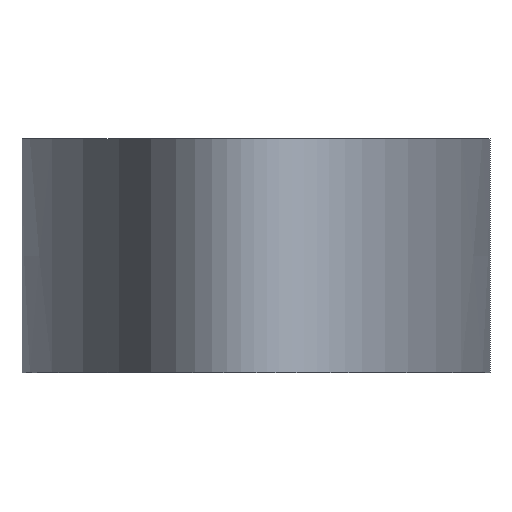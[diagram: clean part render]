
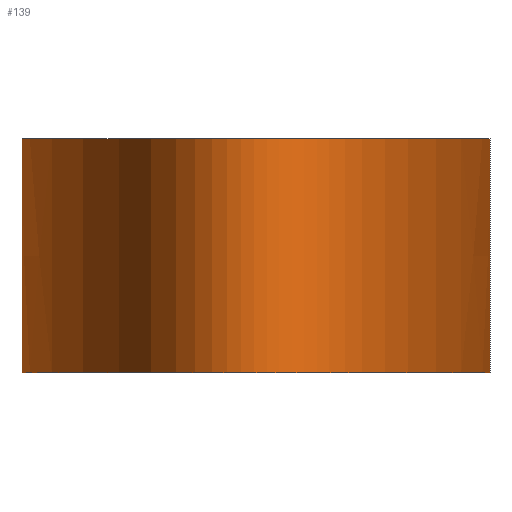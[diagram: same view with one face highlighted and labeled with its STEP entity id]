
A CAD part, front view. The second image highlights one B-rep face of the part: STEP entity #139.
In plain terms, the highlighted free-form (B-spline) face has degree [3, 1] with [5, 2] control points.
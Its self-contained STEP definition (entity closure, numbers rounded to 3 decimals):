
#5 = CARTESIAN_POINT ( 'NONE',  ( 10., 40., 10. ) ) ;
#13 = CARTESIAN_POINT ( 'NONE',  ( -10., 40., 0. ) ) ;
#14 = ORIENTED_EDGE ( 'NONE', *, *, #215, .F. ) ;
#15 = ORIENTED_EDGE ( 'NONE', *, *, #88, .T. ) ;
#23 = CARTESIAN_POINT ( 'NONE',  ( 0., -10., 0. ) ) ;
#25 = CARTESIAN_POINT ( 'NONE',  ( 10., 40., 10. ) ) ;
#35 = CARTESIAN_POINT ( 'NONE',  ( -10., 10., 0. ) ) ;
#59 = CARTESIAN_POINT ( 'NONE',  ( 10., 40., 0. ) ) ;
#63 = ORIENTED_EDGE ( 'NONE', *, *, #148, .F. ) ;
#64 = LINE ( 'NONE', #218, #65 ) ;
#65 = VECTOR ( 'NONE', #207, 1000. ) ;
#70 = CARTESIAN_POINT ( 'NONE',  ( -10., 40., 0. ) ) ;
#75 = CARTESIAN_POINT ( 'NONE',  ( 10., 10., 10. ) ) ;
#76 = CARTESIAN_POINT ( 'NONE',  ( -10., 40., 10. ) ) ;
#77 = CARTESIAN_POINT ( 'NONE',  ( -10., 40., 0. ) ) ;
#83 = DIRECTION ( 'NONE',  ( 0., 0., -1. ) ) ;
#88 = EDGE_CURVE ( 'NONE', #197, #97, #186, .T. ) ;
#89 = CARTESIAN_POINT ( 'NONE',  ( 10., 10., 0. ) ) ;
#92 = CARTESIAN_POINT ( 'NONE',  ( 0., -10., 10. ) ) ;
#96 = CARTESIAN_POINT ( 'NONE',  ( -10., 40., 10. ) ) ;
#97 = VERTEX_POINT ( 'NONE', #13 ) ;
#113 = CARTESIAN_POINT ( 'NONE',  ( 10., 10., 10. ) ) ;
#116 = CARTESIAN_POINT ( 'NONE',  ( 10., 10., 0. ) ) ;
#124 = CARTESIAN_POINT ( 'NONE',  ( 10., 40., 0. ) ) ;
#125 = VECTOR ( 'NONE', #83, 1000. ) ;
#127 = CARTESIAN_POINT ( 'NONE',  ( -10., 40., 10. ) ) ;
#130 = CARTESIAN_POINT ( 'NONE',  ( 0., -10., 10. ) ) ;
#133 = VERTEX_POINT ( 'NONE', #25 ) ;
#135 = CARTESIAN_POINT ( 'NONE',  ( -10., 10., 0. ) ) ;
#139 = ADVANCED_FACE ( 'NONE', ( #208 ), #201, .F. ) ;
#141 = B_SPLINE_CURVE_WITH_KNOTS ( 'NONE', 3,
 ( #77, #135, #23, #116, #124 ),
 .UNSPECIFIED., .F., .F.,
 ( 4, 1, 4 ),
 ( 0., 0.5, 1. ),
 .UNSPECIFIED. ) ;
#148 = EDGE_CURVE ( 'NONE', #133, #246, #64, .T. ) ;
#169 = B_SPLINE_CURVE_WITH_KNOTS ( 'NONE', 3,
 ( #76, #220, #92, #113, #5 ),
 .UNSPECIFIED., .F., .F.,
 ( 4, 1, 4 ),
 ( 0., 0.5, 1. ),
 .UNSPECIFIED. ) ;
#173 = CARTESIAN_POINT ( 'NONE',  ( 10., 40., 10. ) ) ;
#186 = LINE ( 'NONE', #247, #125 ) ;
#189 = CARTESIAN_POINT ( 'NONE',  ( -10., 10., 10. ) ) ;
#190 = EDGE_CURVE ( 'NONE', #97, #246, #141, .T. ) ;
#197 = VERTEX_POINT ( 'NONE', #96 ) ;
#201 = B_SPLINE_SURFACE_WITH_KNOTS ( 'NONE', 3, 1, ( 
 ( #127, #70 ),
 ( #189, #35 ),
 ( #130, #255 ),
 ( #75, #89 ),
 ( #173, #217 ) ),
 .UNSPECIFIED., .F., .F., .F.,
 ( 4, 1, 4 ),
 ( 2, 2 ),
 ( 0., 0.5, 1. ),
 ( 0., 1. ),
 .UNSPECIFIED. ) ;
#207 = DIRECTION ( 'NONE',  ( 0., 0., -1. ) ) ;
#208 = FACE_OUTER_BOUND ( 'NONE', #251, .T. ) ;
#215 = EDGE_CURVE ( 'NONE', #197, #133, #169, .T. ) ;
#217 = CARTESIAN_POINT ( 'NONE',  ( 10., 40., 0. ) ) ;
#218 = CARTESIAN_POINT ( 'NONE',  ( 10., 40., 10. ) ) ;
#219 = ORIENTED_EDGE ( 'NONE', *, *, #190, .T. ) ;
#220 = CARTESIAN_POINT ( 'NONE',  ( -10., 10., 10. ) ) ;
#246 = VERTEX_POINT ( 'NONE', #59 ) ;
#247 = CARTESIAN_POINT ( 'NONE',  ( -10., 40., 10. ) ) ;
#251 = EDGE_LOOP ( 'NONE', ( #219, #63, #14, #15 ) ) ;
#255 = CARTESIAN_POINT ( 'NONE',  ( 0., -10., 0. ) ) ;
